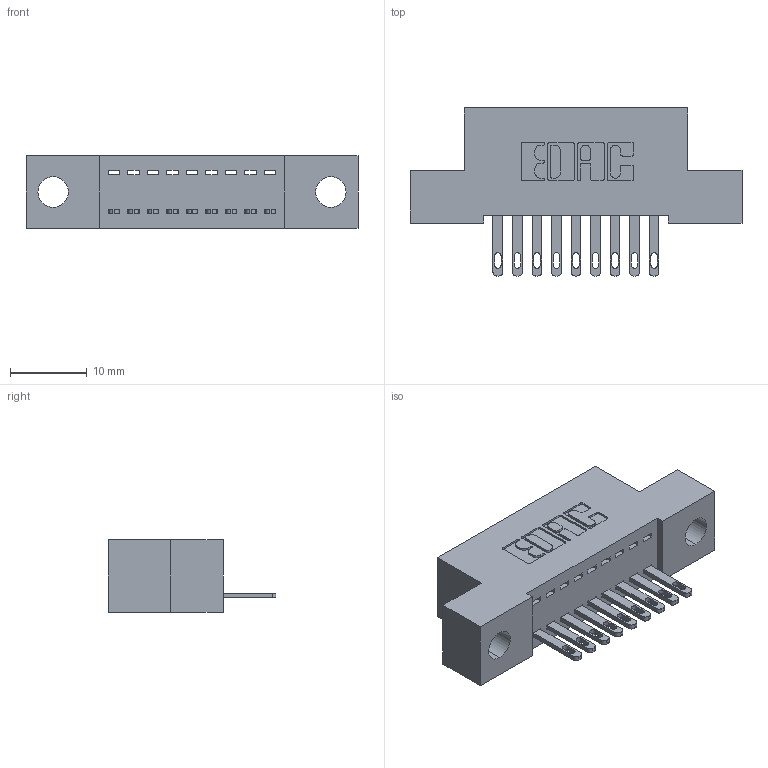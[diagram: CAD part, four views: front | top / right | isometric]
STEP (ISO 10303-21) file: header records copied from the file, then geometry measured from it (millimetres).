
FILE_DESCRIPTION (( 'STEP AP203' ), '1' );
FILE_NAME ('892-009-500-104.STEP', '2020-09-21T12:42:33', ( '' ), ( '' ), 'SwSTEP 2.0', 'SolidWorks 2020', '' );
FILE_SCHEMA (( 'CONFIG_CONTROL_DESIGN' ));
Length unit declared in the file: inch
Products named in the file (3): 842 Part_.156 TH; 892-009-500-104; 345-292-001_345-293-100
Assembly tree (10 placements, depth 2):
  892-009-500-104
    842 Part_.156 TH
    345-292-001_345-293-100  x9
Bounding box: 43.18 x 21.85 x 9.4 mm (x, y, z)
Volume: 3583 mm3; surface area: 4481.8 mm2
Topology: 10 solids, 10 shells, 596 faces, 1811 edges, 1206 vertices
Faces by surface type: plane 390, cylinder 206
Entity records: 9571 total; most frequent: CARTESIAN_POINT 1661, ORIENTED_EDGE 1606, DIRECTION 1469, EDGE_CURVE 803, LINE 671, VECTOR 671, VERTEX_POINT 534, AXIS2_PLACEMENT_3D 399
